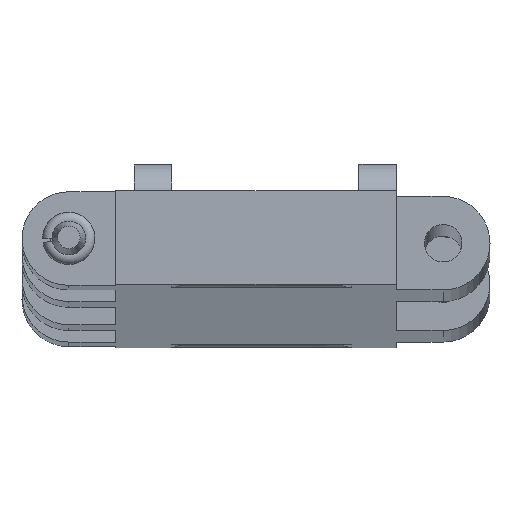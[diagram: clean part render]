
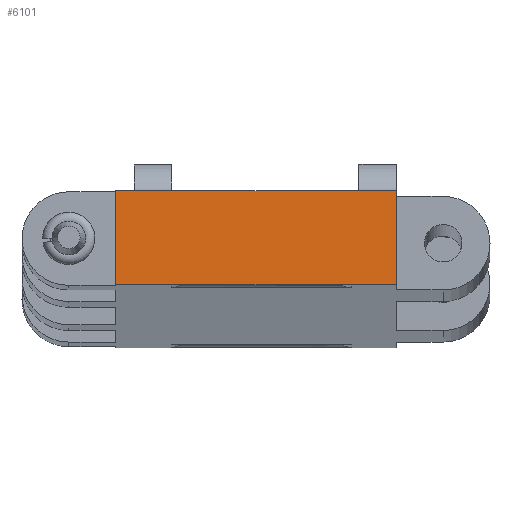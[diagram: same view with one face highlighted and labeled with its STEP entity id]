
A CAD part, top view. The second image highlights one B-rep face of the part: STEP entity #6101.
In plain terms, the highlighted face is planar.
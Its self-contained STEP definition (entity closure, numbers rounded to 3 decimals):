
#256=CARTESIAN_POINT('',(-75.,25.,0.));
#257=VERTEX_POINT('',#256);
#264=CARTESIAN_POINT('',(-75.,0.,0.));
#265=VERTEX_POINT('',#264);
#266=CARTESIAN_POINT('',(-75.,0.,0.));
#267=DIRECTION('',(0.,1.,0.));
#268=VECTOR('',#267,25.);
#269=LINE('',#266,#268);
#270=EDGE_CURVE('',#265,#257,#269,.T.);
#413=CARTESIAN_POINT('',(0.,25.,0.));
#414=VERTEX_POINT('',#413);
#415=CARTESIAN_POINT('',(-75.,25.,0.));
#416=DIRECTION('',(1.,0.,0.));
#417=VECTOR('',#416,75.);
#418=LINE('',#415,#417);
#419=EDGE_CURVE('',#257,#414,#418,.T.);
#1190=CARTESIAN_POINT('',(0.,0.,0.));
#1191=VERTEX_POINT('',#1190);
#1198=CARTESIAN_POINT('',(0.,0.,0.));
#1199=DIRECTION('',(-1.,0.,0.));
#1200=VECTOR('',#1199,75.);
#1201=LINE('',#1198,#1200);
#1202=EDGE_CURVE('',#1191,#265,#1201,.T.);
#2211=CARTESIAN_POINT('',(0.,25.,0.));
#2212=DIRECTION('',(0.,-1.,0.));
#2213=VECTOR('',#2212,25.);
#2214=LINE('',#2211,#2213);
#2215=EDGE_CURVE('',#414,#1191,#2214,.T.);
#6090=CARTESIAN_POINT('',(-37.5,12.5,0.));
#6091=DIRECTION('',(1.,0.,0.));
#6092=DIRECTION('',(0.,0.,1.));
#6093=AXIS2_PLACEMENT_3D('',#6090,#6092,#6091);
#6094=PLANE('',#6093);
#6095=ORIENTED_EDGE('',*,*,#270,.F.);
#6096=ORIENTED_EDGE('',*,*,#1202,.F.);
#6097=ORIENTED_EDGE('',*,*,#2215,.F.);
#6098=ORIENTED_EDGE('',*,*,#419,.F.);
#6099=EDGE_LOOP('',(#6095,#6096,#6097,#6098));
#6100=FACE_OUTER_BOUND('',#6099,.T.);
#6101=ADVANCED_FACE('F158',(#6100),#6094,.T.);
